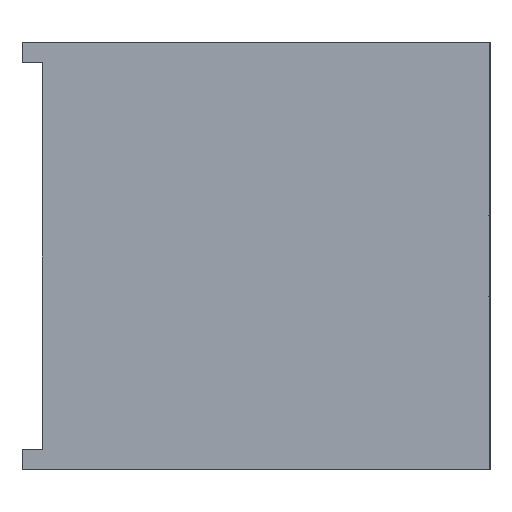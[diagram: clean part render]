
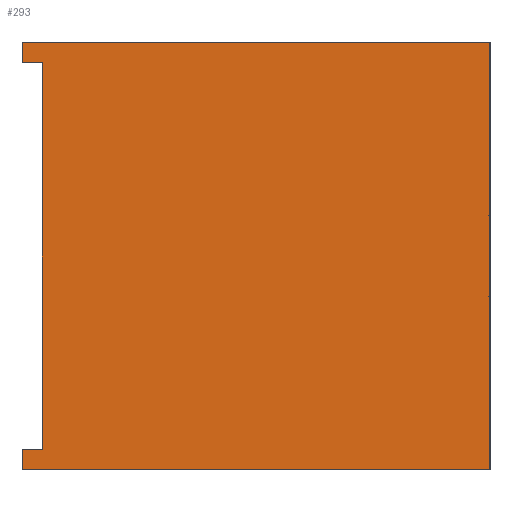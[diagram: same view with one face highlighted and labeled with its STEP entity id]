
A CAD part, left-side view. The second image highlights one B-rep face of the part: STEP entity #293.
In plain terms, the highlighted planar face has unit normal (-1, 0, 0).
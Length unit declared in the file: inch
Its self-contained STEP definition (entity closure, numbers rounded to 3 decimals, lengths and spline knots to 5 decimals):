
#29=FACE_OUTER_BOUND('',#45,.T.);
#45=EDGE_LOOP('',(#199,#200,#201,#202,#203,#204,#205,#206));
#61=LINE('',#435,#95);
#62=LINE('',#437,#96);
#63=LINE('',#439,#97);
#64=LINE('',#441,#98);
#65=LINE('',#443,#99);
#66=LINE('',#445,#100);
#67=LINE('',#447,#101);
#68=LINE('',#448,#102);
#95=VECTOR('',#351,0.3937);
#96=VECTOR('',#352,0.3937);
#97=VECTOR('',#353,0.3937);
#98=VECTOR('',#354,0.3937);
#99=VECTOR('',#355,0.3937);
#100=VECTOR('',#356,0.3937);
#101=VECTOR('',#357,0.3937);
#102=VECTOR('',#358,0.3937);
#129=VERTEX_POINT('',#433);
#130=VERTEX_POINT('',#434);
#131=VERTEX_POINT('',#436);
#132=VERTEX_POINT('',#438);
#133=VERTEX_POINT('',#440);
#134=VERTEX_POINT('',#442);
#135=VERTEX_POINT('',#444);
#136=VERTEX_POINT('',#446);
#157=EDGE_CURVE('',#129,#130,#61,.T.);
#158=EDGE_CURVE('',#131,#129,#62,.T.);
#159=EDGE_CURVE('',#132,#131,#63,.T.);
#160=EDGE_CURVE('',#133,#132,#64,.T.);
#161=EDGE_CURVE('',#134,#133,#65,.T.);
#162=EDGE_CURVE('',#135,#134,#66,.T.);
#163=EDGE_CURVE('',#136,#135,#67,.T.);
#164=EDGE_CURVE('',#130,#136,#68,.T.);
#199=ORIENTED_EDGE('',*,*,#157,.F.);
#200=ORIENTED_EDGE('',*,*,#158,.F.);
#201=ORIENTED_EDGE('',*,*,#159,.F.);
#202=ORIENTED_EDGE('',*,*,#160,.F.);
#203=ORIENTED_EDGE('',*,*,#161,.F.);
#204=ORIENTED_EDGE('',*,*,#162,.F.);
#205=ORIENTED_EDGE('',*,*,#163,.F.);
#206=ORIENTED_EDGE('',*,*,#164,.F.);
#283=PLANE('',#323);
#293=ADVANCED_FACE('',(#29),#283,.F.);
#323=AXIS2_PLACEMENT_3D('',#432,#349,#350);
#349=DIRECTION('center_axis',(1.,0.,0.));
#350=DIRECTION('ref_axis',(0.,0.,1.));
#351=DIRECTION('',(0.,0.,-1.));
#352=DIRECTION('',(0.,-1.,0.));
#353=DIRECTION('',(0.,0.,1.));
#354=DIRECTION('',(0.,1.,0.));
#355=DIRECTION('',(0.,0.,1.));
#356=DIRECTION('',(0.,-1.,0.));
#357=DIRECTION('',(0.,0.,1.));
#358=DIRECTION('',(0.,1.,0.));
#432=CARTESIAN_POINT('Origin',(3.,-5.75,92.25));
#433=CARTESIAN_POINT('',(3.,-5.75,97.75));
#434=CARTESIAN_POINT('',(3.,-5.75,92.5));
#435=CARTESIAN_POINT('',(3.,-5.75,46.125));
#436=CARTESIAN_POINT('',(3.,0.,97.75));
#437=CARTESIAN_POINT('',(3.,-3.375,97.75));
#438=CARTESIAN_POINT('',(3.,0.,97.5));
#439=CARTESIAN_POINT('',(3.,0.,96.4375));
#440=CARTESIAN_POINT('',(3.,-0.25,97.5));
#441=CARTESIAN_POINT('',(3.,-0.79687,97.5));
#442=CARTESIAN_POINT('',(3.,-0.25,92.75));
#443=CARTESIAN_POINT('',(3.,-0.25,96.3125));
#444=CARTESIAN_POINT('',(3.,0.,92.75));
#445=CARTESIAN_POINT('',(3.,-0.92187,92.75));
#446=CARTESIAN_POINT('',(3.,0.,92.5));
#447=CARTESIAN_POINT('',(3.,0.,93.9375));
#448=CARTESIAN_POINT('',(3.,-0.79688,92.5));
